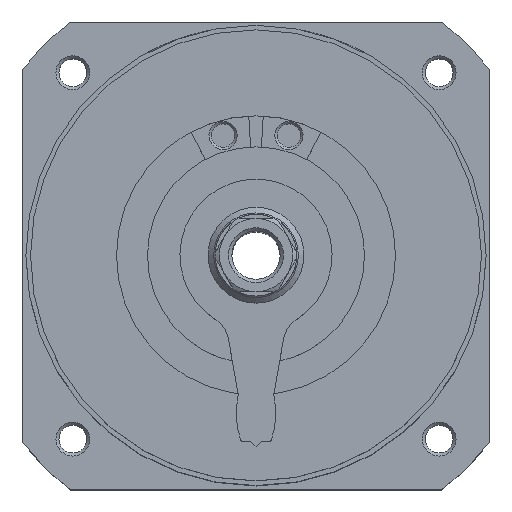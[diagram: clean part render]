
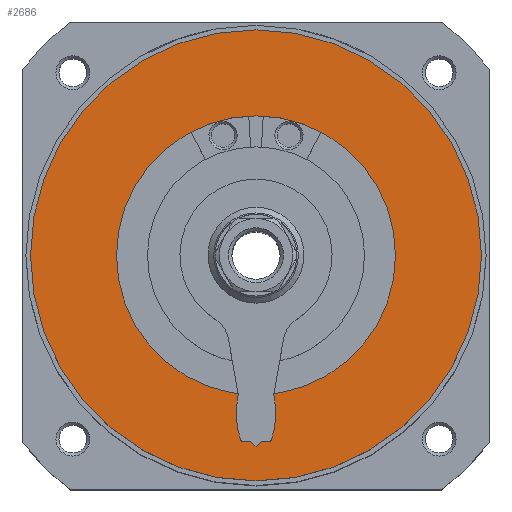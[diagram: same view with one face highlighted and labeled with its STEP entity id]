
A CAD part, top view. The second image highlights one B-rep face of the part: STEP entity #2686.
In plain terms, the highlighted face is planar.
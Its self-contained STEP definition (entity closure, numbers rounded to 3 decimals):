
#120=PLANE('',#2963);
#521=ORIENTED_EDGE('',*,*,#1145,.F.);
#522=ORIENTED_EDGE('',*,*,#1146,.T.);
#1145=EDGE_CURVE('',#1469,#1469,#1726,.T.);
#1146=EDGE_CURVE('',#1470,#1470,#1727,.T.);
#1469=VERTEX_POINT('',#4395);
#1470=VERTEX_POINT('',#4397);
#1726=CIRCLE('',#2964,40.);
#1727=CIRCLE('',#2965,24.75);
#1947=EDGE_LOOP('',(#521));
#1948=EDGE_LOOP('',(#522));
#2296=FACE_BOUND('',#1947,.T.);
#2297=FACE_BOUND('',#1948,.T.);
#2686=ADVANCED_FACE('',(#2296,#2297),#120,.F.);
#2963=AXIS2_PLACEMENT_3D('',#4393,#3458,#3459);
#2964=AXIS2_PLACEMENT_3D('',#4394,#3460,#3461);
#2965=AXIS2_PLACEMENT_3D('',#4396,#3462,#3463);
#3458=DIRECTION('',(1.,0.,0.));
#3459=DIRECTION('',(0.,0.,-1.));
#3460=DIRECTION('',(1.,0.,0.));
#3461=DIRECTION('',(0.,0.,-1.));
#3462=DIRECTION('',(1.,0.,0.));
#3463=DIRECTION('',(0.,0.,-1.));
#4393=CARTESIAN_POINT('',(-72.5,0.,0.));
#4394=CARTESIAN_POINT('',(-72.5,0.,0.));
#4395=CARTESIAN_POINT('',(-72.5,0.,-40.));
#4396=CARTESIAN_POINT('',(-72.5,0.,0.));
#4397=CARTESIAN_POINT('',(-72.5,0.,-24.75));
